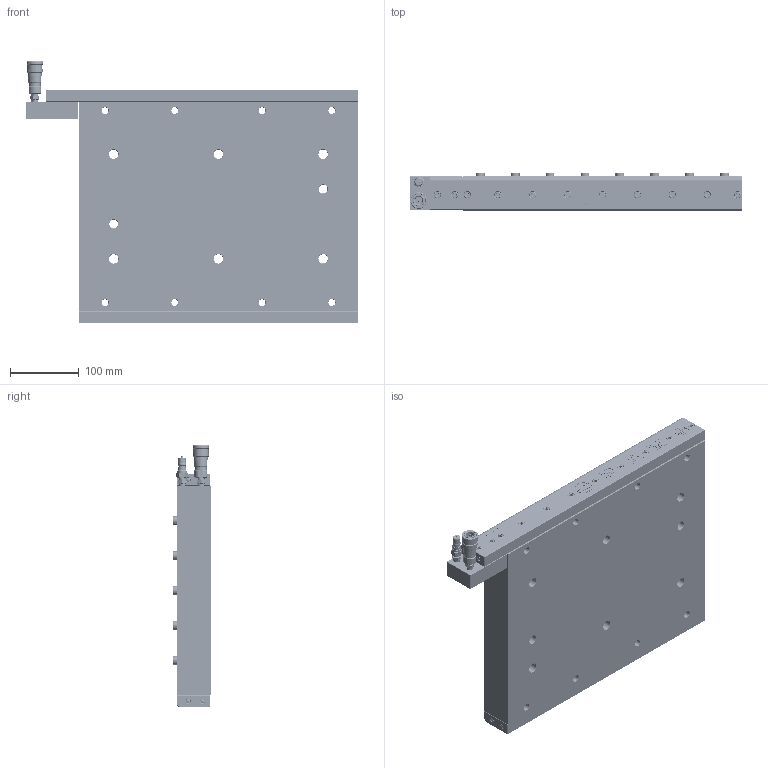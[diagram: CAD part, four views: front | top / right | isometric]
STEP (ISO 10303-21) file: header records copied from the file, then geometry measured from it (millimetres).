
FILE_DESCRIPTION (( 'STEP AP214' ), '1' );
FILE_NAME ('DA40 with Standard Mount Valve.STEP', '2023-12-26T14:21:21', ( 'Montague Tools Inc' ), ( '' ), 'SwSTEP 2.0', 'SolidWorks 2023', '' );
FILE_SCHEMA (( 'AUTOMOTIVE_DESIGN' ));
Length unit declared in the file: inch
Products named in the file (11): Coupler H1-62 [ FEMALE ]; .250 X .750 SHCS; Nipple H1-63 [ MALE ]; STANDARD MANIFOLD BLOCK [ 1201 ]; 1-8FF [ .125 NIPPLE ]; 1218-48 [ FRONT MANIFOLD COVER FOR 12X16 HYD BASE ]; DA40 with Standard Mount Valve; DA40 Hydraulic Base - Basic; 1219-48 [ REAR MANIFOLD COVER FOR 12X16 HYD BASE ]; .250 CV PLUG_.250 x .250 Cv Plug; Standard Block Assembly
Assembly tree (37 placements, depth 3):
  DA40 with Standard Mount Valve
    DA40 Hydraulic Base - Basic
    1218-48 [ FRONT MANIFOLD COVER FOR 12X16 HYD BASE ]
    1219-48 [ REAR MANIFOLD COVER FOR 12X16 HYD BASE ]
    .250 X .750 SHCS  x20
    .250 CV PLUG_.250 x .250 Cv Plug  x8
    Standard Block Assembly
      STANDARD MANIFOLD BLOCK [ 1201 ]
      1-8FF [ .125 NIPPLE ]  x2
      Coupler H1-62 [ FEMALE ]
      Nipple H1-63 [ MALE ]
Bounding box: 483.24 x 55.12 x 382.7 mm (x, y, z)
Volume: 6829350.5 mm3; surface area: 585256.6 mm2
Topology: 36 solids, 36 shells, 4212 faces, 10115 edges, 6155 vertices
Faces by surface type: plane 1477, cylinder 1254, cone 946, bspline 275, torus 244, sphere 16
Entity records: 115142 total; most frequent: CARTESIAN_POINT 34276, ORIENTED_EDGE 16586, DIRECTION 16533, EDGE_CURVE 8293, AXIS2_PLACEMENT_3D 5898, VERTEX_POINT 5238, LINE 4737, VECTOR 4737
